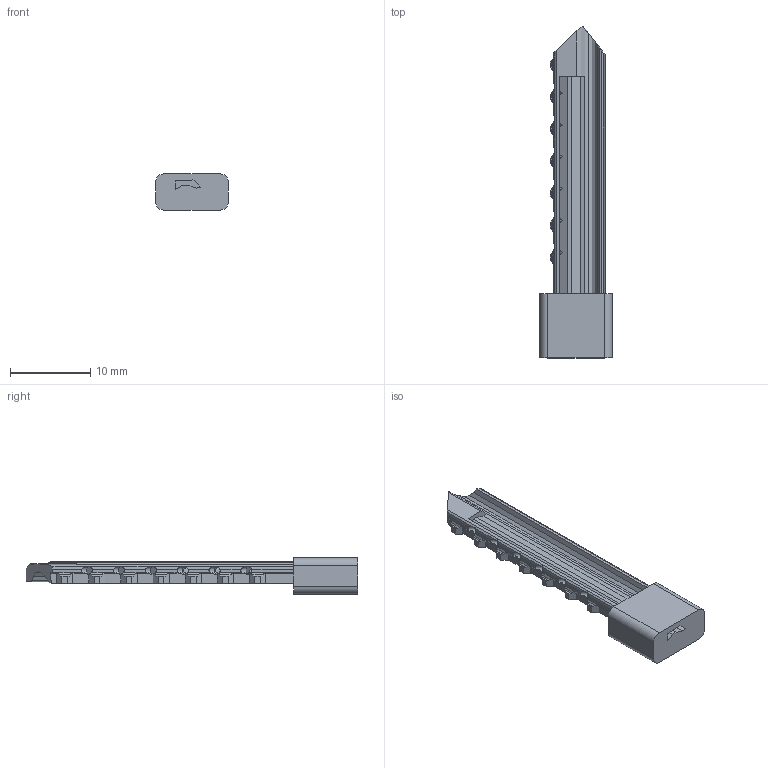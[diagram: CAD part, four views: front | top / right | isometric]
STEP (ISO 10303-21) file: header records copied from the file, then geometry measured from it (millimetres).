
FILE_DESCRIPTION(/* description */ (''),/* implementation_level */ '2;1');
FILE_NAME(/* name */ 'key v14.step',/* time_stamp */ '2024-09-08T11:06:19+01:00',/* author */ (''),/* organization */ (''),/* preprocessor_version */ 'ST-DEVELOPER v20',/* originating_system */ 'Autodesk Translation Framework v13.14.0.145',/* authorisation */ '');
FILE_SCHEMA (('AUTOMOTIVE_DESIGN { 1 0 10303 214 3 1 1 }'));
Length unit declared in the file: millimetre
Products named in the file (1): main
Bounding box: 9 x 41.32 x 4.5 mm (x, y, z)
Volume: 543.6 mm3; surface area: 995.2 mm2
Topology: 1 solids, 1 shells, 177 faces, 543 edges, 356 vertices
Faces by surface type: plane 149, cylinder 16, cone 12
Entity records: 6146 total; most frequent: ORIENTED_EDGE 1086, CARTESIAN_POINT 1077, DIRECTION 1071, EDGE_CURVE 543, LINE 371, VECTOR 371, VERTEX_POINT 356, AXIS2_PLACEMENT_3D 350
